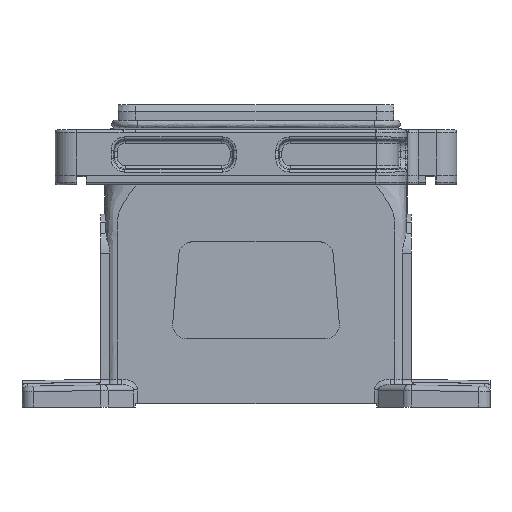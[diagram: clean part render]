
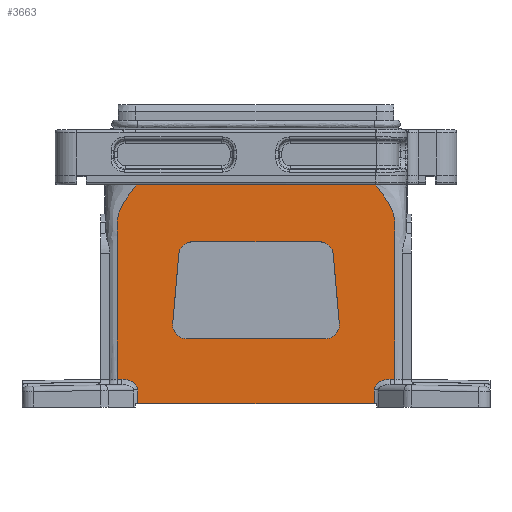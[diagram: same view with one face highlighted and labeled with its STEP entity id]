
A CAD part, front view. The second image highlights one B-rep face of the part: STEP entity #3663.
In plain terms, the highlighted planar face has unit normal (0, -1, 0).
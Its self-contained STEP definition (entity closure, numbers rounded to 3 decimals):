
#1425=(
BOUNDED_CURVE()
B_SPLINE_CURVE(3,(#33318,#33319,#33320,#33321,#33322,#33323,#33324,#33325,
#33326,#33327),.UNSPECIFIED.,.F.,.F.)
B_SPLINE_CURVE_WITH_KNOTS((4,3,3,4),(0.,0.562,0.6,1.),
 .UNSPECIFIED.)
CURVE()
GEOMETRIC_REPRESENTATION_ITEM()
RATIONAL_B_SPLINE_CURVE((1.,1.,1.,1.,1.,1.,1.,1.,1.,1.))
REPRESENTATION_ITEM('')
);
#1426=(
BOUNDED_CURVE()
B_SPLINE_CURVE(3,(#33331,#33332,#33333,#33334,#33335,#33336,#33337,#33338,
#33339,#33340),.UNSPECIFIED.,.F.,.F.)
B_SPLINE_CURVE_WITH_KNOTS((4,3,3,4),(0.,0.562,0.6,1.),
 .UNSPECIFIED.)
CURVE()
GEOMETRIC_REPRESENTATION_ITEM()
RATIONAL_B_SPLINE_CURVE((1.,1.,1.,1.,1.,1.,1.,1.,1.,1.))
REPRESENTATION_ITEM('')
);
#2942=ELLIPSE('',#20721,5.657,4.);
#2943=ELLIPSE('',#20722,5.657,4.);
#2944=ELLIPSE('',#20723,5.001,5.);
#2945=ELLIPSE('',#20724,5.001,5.);
#2946=ELLIPSE('',#20725,5.002,5.);
#2947=ELLIPSE('',#20726,5.002,5.);
#3663=ADVANCED_FACE('',(#5098,#5099),#4369,.T.);
#4369=PLANE('',#20727);
#5098=FACE_BOUND('',#5929,.T.);
#5099=FACE_BOUND('',#5930,.T.);
#5929=EDGE_LOOP('',(#9753,#9754,#9755,#9756,#9757,#9758,#9759,#9760,#9761,
#9762));
#5930=EDGE_LOOP('',(#9763,#9764,#9765,#9766,#9767,#9768,#9769,#9770));
#9753=ORIENTED_EDGE('',*,*,#15051,.F.);
#9754=ORIENTED_EDGE('',*,*,#14934,.T.);
#9755=ORIENTED_EDGE('',*,*,#15052,.T.);
#9756=ORIENTED_EDGE('',*,*,#15053,.T.);
#9757=ORIENTED_EDGE('',*,*,#15054,.T.);
#9758=ORIENTED_EDGE('',*,*,#15055,.T.);
#9759=ORIENTED_EDGE('',*,*,#15056,.F.);
#9760=ORIENTED_EDGE('',*,*,#15057,.F.);
#9761=ORIENTED_EDGE('',*,*,#15058,.F.);
#9762=ORIENTED_EDGE('',*,*,#14930,.T.);
#9763=ORIENTED_EDGE('',*,*,#15059,.F.);
#9764=ORIENTED_EDGE('',*,*,#15060,.T.);
#9765=ORIENTED_EDGE('',*,*,#15061,.T.);
#9766=ORIENTED_EDGE('',*,*,#15062,.T.);
#9767=ORIENTED_EDGE('',*,*,#15063,.T.);
#9768=ORIENTED_EDGE('',*,*,#15064,.T.);
#9769=ORIENTED_EDGE('',*,*,#15065,.F.);
#9770=ORIENTED_EDGE('',*,*,#15066,.F.);
#12663=VERTEX_POINT('',#32990);
#12664=VERTEX_POINT('',#32992);
#12666=VERTEX_POINT('',#32998);
#12667=VERTEX_POINT('',#33000);
#12778=VERTEX_POINT('',#33315);
#12779=VERTEX_POINT('',#33317);
#12780=VERTEX_POINT('',#33328);
#12781=VERTEX_POINT('',#33330);
#12782=VERTEX_POINT('',#33341);
#12783=VERTEX_POINT('',#33343);
#12784=VERTEX_POINT('',#33346);
#12785=VERTEX_POINT('',#33347);
#12786=VERTEX_POINT('',#33349);
#12787=VERTEX_POINT('',#33351);
#12788=VERTEX_POINT('',#33353);
#12789=VERTEX_POINT('',#33355);
#12790=VERTEX_POINT('',#33357);
#12791=VERTEX_POINT('',#33359);
#14930=EDGE_CURVE('',#12664,#12663,#16841,.T.);
#14934=EDGE_CURVE('',#12667,#12666,#16842,.T.);
#15051=EDGE_CURVE('',#12667,#12663,#16925,.T.);
#15052=EDGE_CURVE('',#12666,#12778,#2942,.T.);
#15053=EDGE_CURVE('',#12778,#12779,#16926,.T.);
#15054=EDGE_CURVE('',#12779,#12780,#1425,.T.);
#15055=EDGE_CURVE('',#12780,#12781,#16927,.T.);
#15056=EDGE_CURVE('',#12782,#12781,#1426,.T.);
#15057=EDGE_CURVE('',#12783,#12782,#16928,.T.);
#15058=EDGE_CURVE('',#12664,#12783,#2943,.T.);
#15059=EDGE_CURVE('',#12784,#12785,#2944,.T.);
#15060=EDGE_CURVE('',#12784,#12786,#16929,.T.);
#15061=EDGE_CURVE('',#12786,#12787,#2945,.T.);
#15062=EDGE_CURVE('',#12787,#12788,#16930,.T.);
#15063=EDGE_CURVE('',#12788,#12789,#2946,.T.);
#15064=EDGE_CURVE('',#12789,#12790,#16931,.T.);
#15065=EDGE_CURVE('',#12791,#12790,#2947,.T.);
#15066=EDGE_CURVE('',#12785,#12791,#16932,.T.);
#16841=LINE('',#32991,#18416);
#16842=LINE('',#32999,#18417);
#16925=LINE('',#33313,#18500);
#16926=LINE('',#33316,#18501);
#16927=LINE('',#33329,#18502);
#16928=LINE('',#33342,#18503);
#16929=LINE('',#33348,#18504);
#16930=LINE('',#33352,#18505);
#16931=LINE('',#33356,#18506);
#16932=LINE('',#33360,#18507);
#18416=VECTOR('',#24535,1.);
#18417=VECTOR('',#24544,1.);
#18500=VECTOR('',#24707,1.);
#18501=VECTOR('',#24710,1.);
#18502=VECTOR('',#24711,1.);
#18503=VECTOR('',#24712,1.);
#18504=VECTOR('',#24717,1.);
#18505=VECTOR('',#24720,1.);
#18506=VECTOR('',#24723,1.);
#18507=VECTOR('',#24726,1.);
#20721=AXIS2_PLACEMENT_3D('',#33314,#24708,#24709);
#20722=AXIS2_PLACEMENT_3D('',#33344,#24713,#24714);
#20723=AXIS2_PLACEMENT_3D('',#33345,#24715,#24716);
#20724=AXIS2_PLACEMENT_3D('',#33350,#24718,#24719);
#20725=AXIS2_PLACEMENT_3D('',#33354,#24721,#24722);
#20726=AXIS2_PLACEMENT_3D('',#33358,#24724,#24725);
#20727=AXIS2_PLACEMENT_3D('',#33361,#24727,#24728);
#24535=DIRECTION('',(0.,0.,-1.));
#24544=DIRECTION('',(0.,0.,1.));
#24707=DIRECTION('',(-1.,0.,0.));
#24708=DIRECTION('',(0.,1.,0.));
#24709=DIRECTION('',(-1.,0.,0.017));
#24710=DIRECTION('',(1.,0.,-0.017));
#24711=DIRECTION('',(-1.,0.,0.));
#24712=DIRECTION('',(-1.,0.,-0.017));
#24713=DIRECTION('',(0.,-1.,0.));
#24714=DIRECTION('',(1.,0.,0.017));
#24715=DIRECTION('',(0.,-1.,0.));
#24716=DIRECTION('',(0.676,0.,-0.737));
#24717=DIRECTION('',(1.,0.,0.));
#24718=DIRECTION('',(0.,1.,0.));
#24719=DIRECTION('',(-0.676,0.,-0.737));
#24720=DIRECTION('',(0.087,0.,-0.996));
#24721=DIRECTION('',(0.,1.,0.));
#24722=DIRECTION('',(-0.737,0.,0.676));
#24723=DIRECTION('',(-1.,0.,0.));
#24724=DIRECTION('',(0.,-1.,0.));
#24725=DIRECTION('',(0.737,0.,0.676));
#24726=DIRECTION('',(-0.087,0.,-0.996));
#24727=DIRECTION('',(0.,-1.,0.));
#24728=DIRECTION('',(1.,0.,0.));
#32990=CARTESIAN_POINT('',(-42.772,-29.,-78.95));
#32991=CARTESIAN_POINT('',(-42.772,-29.,-80.5));
#32992=CARTESIAN_POINT('',(-42.772,-29.,-74.035));
#32998=CARTESIAN_POINT('',(42.772,-29.,-74.035));
#32999=CARTESIAN_POINT('',(42.772,-29.,-76.127));
#33000=CARTESIAN_POINT('',(42.772,-29.,-78.95));
#33313=CARTESIAN_POINT('',(0.,-29.,-78.95));
#33314=CARTESIAN_POINT('',(48.428,-29.,-74.085));
#33315=CARTESIAN_POINT('',(48.498,-29.,-70.085));
#33316=CARTESIAN_POINT('',(50.198,-29.,-70.115));
#33317=CARTESIAN_POINT('',(50.163,-29.,-70.114));
#33318=CARTESIAN_POINT('',(50.163,-29.,-216.55));
#33319=CARTESIAN_POINT('',(50.163,-29.,-148.927));
#33320=CARTESIAN_POINT('',(50.163,-29.,-81.305));
#33321=CARTESIAN_POINT('',(50.163,-29.,-13.683));
#33322=CARTESIAN_POINT('',(50.163,-29.,-9.122));
#33323=CARTESIAN_POINT('',(46.724,-29.,-4.561));
#33324=CARTESIAN_POINT('',(43.284,-29.,0.));
#33325=CARTESIAN_POINT('',(6.996,-29.,48.122));
#33326=CARTESIAN_POINT('',(-29.293,-29.,96.244));
#33327=CARTESIAN_POINT('',(-65.581,-29.,144.366));
#33328=CARTESIAN_POINT('',(43.284,-29.,0.));
#33329=CARTESIAN_POINT('',(0.,-29.,0.));
#33330=CARTESIAN_POINT('',(-43.284,-29.,0.));
#33331=CARTESIAN_POINT('',(-50.163,-29.,-216.55));
#33332=CARTESIAN_POINT('',(-50.163,-29.,-148.927));
#33333=CARTESIAN_POINT('',(-50.163,-29.,-81.305));
#33334=CARTESIAN_POINT('',(-50.163,-29.,-13.683));
#33335=CARTESIAN_POINT('',(-50.163,-29.,-9.122));
#33336=CARTESIAN_POINT('',(-46.724,-29.,-4.561));
#33337=CARTESIAN_POINT('',(-43.284,-29.,0.));
#33338=CARTESIAN_POINT('',(-6.996,-29.,48.122));
#33339=CARTESIAN_POINT('',(29.293,-29.,96.244));
#33340=CARTESIAN_POINT('',(65.581,-29.,144.366));
#33341=CARTESIAN_POINT('',(-50.163,-29.,-70.114));
#33342=CARTESIAN_POINT('',(-50.198,-29.,-70.115));
#33343=CARTESIAN_POINT('',(-48.498,-29.,-70.085));
#33344=CARTESIAN_POINT('',(-48.428,-29.,-74.085));
#33345=CARTESIAN_POINT('',(-22.918,-29.,-25.501));
#33346=CARTESIAN_POINT('',(-22.919,-29.,-20.5));
#33347=CARTESIAN_POINT('',(-27.899,-29.,-25.064));
#33348=CARTESIAN_POINT('',(0.,-29.,-20.5));
#33349=CARTESIAN_POINT('',(22.919,-29.,-20.5));
#33350=CARTESIAN_POINT('',(22.918,-29.,-25.501));
#33351=CARTESIAN_POINT('',(27.899,-29.,-25.064));
#33352=CARTESIAN_POINT('',(27.5,-29.,-20.5));
#33353=CARTESIAN_POINT('',(30.087,-29.,-50.065));
#33354=CARTESIAN_POINT('',(25.105,-29.,-50.499));
#33355=CARTESIAN_POINT('',(25.106,-29.,-55.5));
#33356=CARTESIAN_POINT('',(30.562,-29.,-55.5));
#33357=CARTESIAN_POINT('',(-25.106,-29.,-55.5));
#33358=CARTESIAN_POINT('',(-25.105,-29.,-50.499));
#33359=CARTESIAN_POINT('',(-30.087,-29.,-50.065));
#33360=CARTESIAN_POINT('',(-27.5,-29.,-20.5));
#33361=CARTESIAN_POINT('',(0.,-29.,-79.5));
